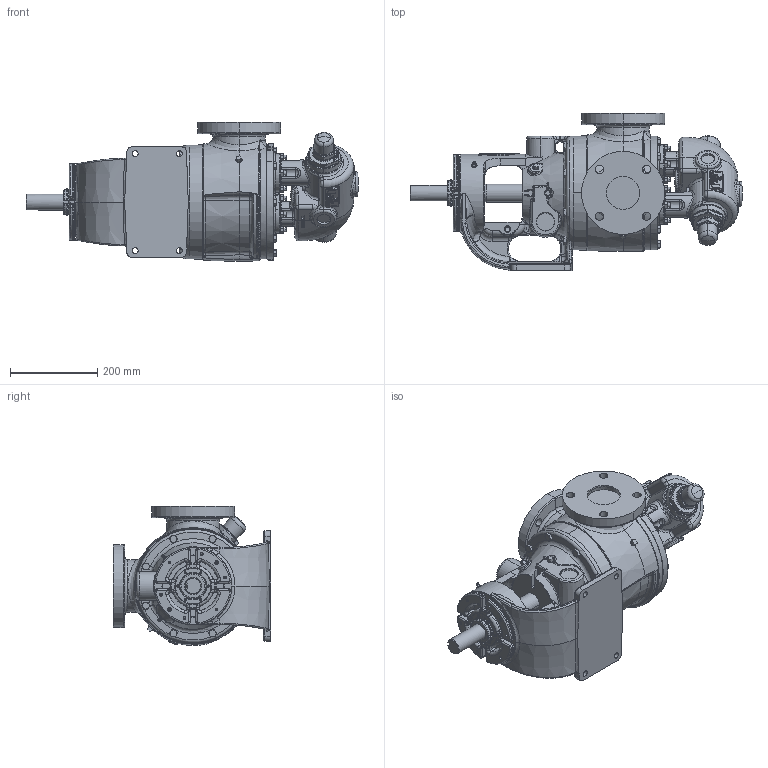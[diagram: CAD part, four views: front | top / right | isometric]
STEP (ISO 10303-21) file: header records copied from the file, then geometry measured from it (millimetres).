
FILE_DESCRIPTION (( 'STEP AP214' ), '1' );
FILE_NAME ('LV-4093.STEP', '2021-05-18T19:48:21', ( '' ), ( '' ), 'SwSTEP 2.0', 'SolidWorks 2020', '' );
FILE_SCHEMA (( 'AUTOMOTIVE_DESIGN' ));
Length unit declared in the file: inch
Products named in the file (1): LV-4093
Bounding box: 761.94 x 360.43 x 319.02 mm (x, y, z)
Volume: 22569442 mm3; surface area: 1034068.4 mm2
Topology: 1 solids, 1 shells, 3871 faces, 9793 edges, 5945 vertices
Faces by surface type: plane 1057, bspline 994, cylinder 808, cone 712, torus 226, sphere 74
Entity records: 251028 total; most frequent: CARTESIAN_POINT 139279, ORIENTED_EDGE 19288, DIRECTION 15093, EDGE_CURVE 9644, AXIS2_PLACEMENT_3D 6245, VERTEX_POINT 5939, EDGE_LOOP 4089, FACE_OUTER_BOUND 3871
